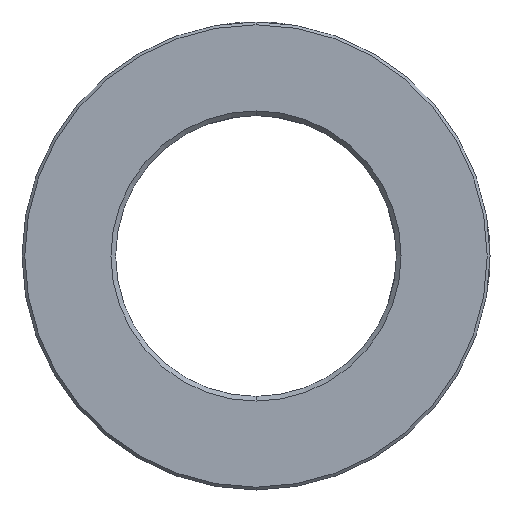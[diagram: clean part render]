
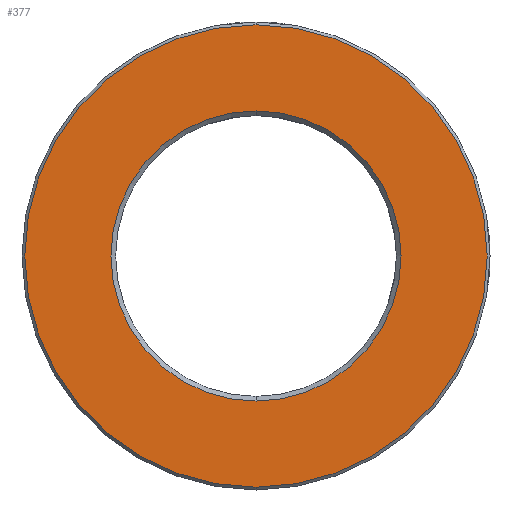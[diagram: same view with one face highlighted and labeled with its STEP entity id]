
A CAD part, front view. The second image highlights one B-rep face of the part: STEP entity #377.
In plain terms, the highlighted planar face has unit normal (0, -1, 0).
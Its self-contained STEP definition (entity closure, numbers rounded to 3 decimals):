
#24 = CIRCLE ( 'NONE', #947, 15.5 ) ;
#32 = DIRECTION ( 'NONE',  ( 0., 0., -1. ) ) ;
#83 = EDGE_LOOP ( 'NONE', ( #282, #682 ) ) ;
#127 = DIRECTION ( 'NONE',  ( 0., -1., 0. ) ) ;
#160 = CIRCLE ( 'NONE', #656, 24.7 ) ;
#220 = FACE_BOUND ( 'NONE', #443, .T. ) ;
#243 = DIRECTION ( 'NONE',  ( 0., 1., 0. ) ) ;
#282 = ORIENTED_EDGE ( 'NONE', *, *, #433, .T. ) ;
#291 = CARTESIAN_POINT ( 'NONE',  ( 0., 0., 0. ) ) ;
#295 = VERTEX_POINT ( 'NONE', #495 ) ;
#310 = CARTESIAN_POINT ( 'NONE',  ( 0., 0., 0. ) ) ;
#324 = VERTEX_POINT ( 'NONE', #446 ) ;
#358 = EDGE_CURVE ( 'NONE', #496, #295, #24, .T. ) ;
#377 = ADVANCED_FACE ( 'NONE', ( #813, #220 ), #585, .T. ) ;
#408 = AXIS2_PLACEMENT_3D ( 'NONE', #702, #243, #32 ) ;
#412 = CIRCLE ( 'NONE', #583, 24.7 ) ;
#433 = EDGE_CURVE ( 'NONE', #324, #448, #412, .T. ) ;
#442 = DIRECTION ( 'NONE',  ( 0., 0., -1. ) ) ;
#443 = EDGE_LOOP ( 'NONE', ( #506, #487 ) ) ;
#446 = CARTESIAN_POINT ( 'NONE',  ( 0., 0., 24.7 ) ) ;
#448 = VERTEX_POINT ( 'NONE', #755 ) ;
#487 = ORIENTED_EDGE ( 'NONE', *, *, #358, .T. ) ;
#495 = CARTESIAN_POINT ( 'NONE',  ( 0., 0., -15.5 ) ) ;
#496 = VERTEX_POINT ( 'NONE', #759 ) ;
#504 = CARTESIAN_POINT ( 'NONE',  ( 15., 0., 0. ) ) ;
#506 = ORIENTED_EDGE ( 'NONE', *, *, #889, .T. ) ;
#508 = DIRECTION ( 'NONE',  ( 0., 0., -1. ) ) ;
#512 = DIRECTION ( 'NONE',  ( 0., 1., 0. ) ) ;
#545 = DIRECTION ( 'NONE',  ( 0., -1., 0. ) ) ;
#577 = CIRCLE ( 'NONE', #408, 15.5 ) ;
#583 = AXIS2_PLACEMENT_3D ( 'NONE', #310, #545, #846 ) ;
#585 = PLANE ( 'NONE',  #727 ) ;
#656 = AXIS2_PLACEMENT_3D ( 'NONE', #874, #127, #733 ) ;
#682 = ORIENTED_EDGE ( 'NONE', *, *, #953, .T. ) ;
#702 = CARTESIAN_POINT ( 'NONE',  ( 0., 0., 0. ) ) ;
#727 = AXIS2_PLACEMENT_3D ( 'NONE', #504, #818, #442 ) ;
#733 = DIRECTION ( 'NONE',  ( 0., 0., -1. ) ) ;
#755 = CARTESIAN_POINT ( 'NONE',  ( 0., 0., -24.7 ) ) ;
#759 = CARTESIAN_POINT ( 'NONE',  ( 0., 0., 15.5 ) ) ;
#813 = FACE_OUTER_BOUND ( 'NONE', #83, .T. ) ;
#818 = DIRECTION ( 'NONE',  ( 0., -1., 0. ) ) ;
#846 = DIRECTION ( 'NONE',  ( 0., 0., -1. ) ) ;
#874 = CARTESIAN_POINT ( 'NONE',  ( 0., 0., 0. ) ) ;
#889 = EDGE_CURVE ( 'NONE', #295, #496, #577, .T. ) ;
#947 = AXIS2_PLACEMENT_3D ( 'NONE', #291, #512, #508 ) ;
#953 = EDGE_CURVE ( 'NONE', #448, #324, #160, .T. ) ;
